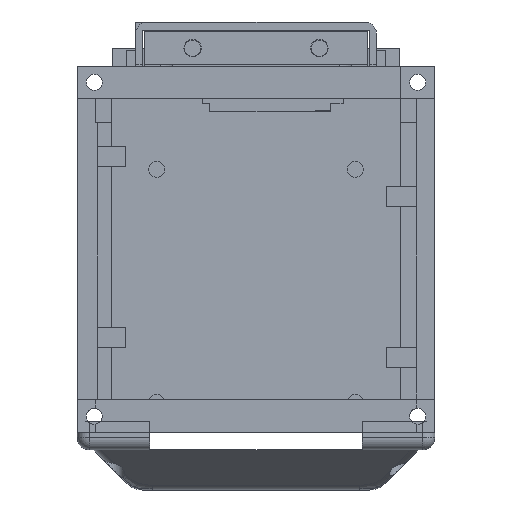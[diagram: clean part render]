
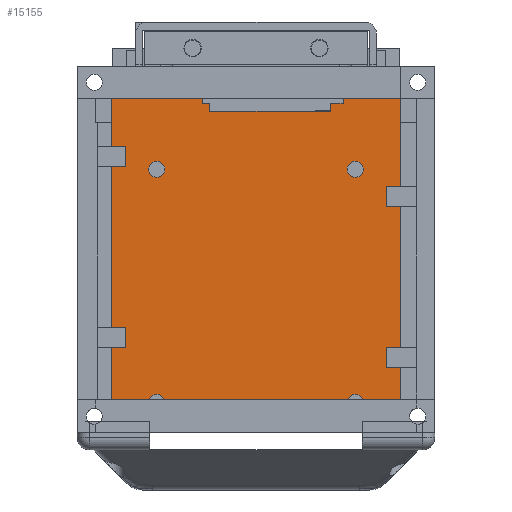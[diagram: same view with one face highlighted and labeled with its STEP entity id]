
A CAD part, front view. The second image highlights one B-rep face of the part: STEP entity #15155.
In plain terms, the highlighted planar face has unit normal (0, -1, 0).
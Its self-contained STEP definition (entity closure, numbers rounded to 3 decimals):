
#390=FACE_BOUND('',#2100,.T.);
#391=FACE_BOUND('',#2101,.T.);
#392=FACE_BOUND('',#2102,.T.);
#393=FACE_BOUND('',#2103,.T.);
#394=FACE_BOUND('',#2104,.T.);
#611=CIRCLE('',#16056,2.);
#612=CIRCLE('',#16057,2.);
#613=CIRCLE('',#16058,2.);
#614=CIRCLE('',#16059,2.);
#1263=FACE_OUTER_BOUND('',#2099,.T.);
#2099=EDGE_LOOP('',(#10581,#10582,#10583,#10584));
#2100=EDGE_LOOP('',(#10585,#10586,#10587,#10588,#10589,#10590,#10591,#10592));
#2101=EDGE_LOOP('',(#10593));
#2102=EDGE_LOOP('',(#10594));
#2103=EDGE_LOOP('',(#10595));
#2104=EDGE_LOOP('',(#10596));
#2977=LINE('',#21365,#4673);
#2980=LINE('',#21371,#4676);
#2984=LINE('',#21378,#4680);
#2992=LINE('',#21395,#4688);
#3009=LINE('',#21451,#4705);
#3038=LINE('',#21519,#4734);
#3044=LINE('',#21531,#4740);
#3210=LINE('',#21910,#4906);
#3241=LINE('',#22014,#4937);
#3242=LINE('',#22016,#4938);
#3243=LINE('',#22018,#4939);
#3244=LINE('',#22019,#4940);
#4673=VECTOR('',#17154,10.);
#4676=VECTOR('',#17159,10.);
#4680=VECTOR('',#17165,10.);
#4688=VECTOR('',#17177,10.);
#4705=VECTOR('',#17230,10.);
#4734=VECTOR('',#17285,10.);
#4740=VECTOR('',#17295,10.);
#4906=VECTOR('',#17623,10.);
#4937=VECTOR('',#17746,10.);
#4938=VECTOR('',#17747,10.);
#4939=VECTOR('',#17748,10.);
#4940=VECTOR('',#17749,10.);
#6369=VERTEX_POINT('',#21362);
#6370=VERTEX_POINT('',#21364);
#6372=VERTEX_POINT('',#21370);
#6374=VERTEX_POINT('',#21376);
#6381=VERTEX_POINT('',#21394);
#6401=VERTEX_POINT('',#21448);
#6402=VERTEX_POINT('',#21450);
#6428=VERTEX_POINT('',#21518);
#6590=VERTEX_POINT('',#22012);
#6591=VERTEX_POINT('',#22013);
#6592=VERTEX_POINT('',#22015);
#6593=VERTEX_POINT('',#22017);
#6594=VERTEX_POINT('',#22020);
#6595=VERTEX_POINT('',#22022);
#6596=VERTEX_POINT('',#22024);
#6597=VERTEX_POINT('',#22026);
#7811=EDGE_CURVE('',#6370,#6369,#2977,.T.);
#7814=EDGE_CURVE('',#6372,#6370,#2980,.T.);
#7818=EDGE_CURVE('',#6369,#6374,#2984,.T.);
#7826=EDGE_CURVE('',#6381,#6372,#2992,.T.);
#7852=EDGE_CURVE('',#6402,#6401,#3009,.T.);
#7888=EDGE_CURVE('',#6428,#6402,#3038,.T.);
#7894=EDGE_CURVE('',#6374,#6428,#3044,.T.);
#8086=EDGE_CURVE('',#6401,#6381,#3210,.T.);
#8134=EDGE_CURVE('',#6590,#6591,#3241,.T.);
#8135=EDGE_CURVE('',#6592,#6591,#3242,.T.);
#8136=EDGE_CURVE('',#6592,#6593,#3243,.T.);
#8137=EDGE_CURVE('',#6593,#6590,#3244,.T.);
#8138=EDGE_CURVE('',#6594,#6594,#611,.T.);
#8139=EDGE_CURVE('',#6595,#6595,#612,.T.);
#8140=EDGE_CURVE('',#6596,#6596,#613,.T.);
#8141=EDGE_CURVE('',#6597,#6597,#614,.T.);
#10581=ORIENTED_EDGE('',*,*,#8134,.T.);
#10582=ORIENTED_EDGE('',*,*,#8135,.F.);
#10583=ORIENTED_EDGE('',*,*,#8136,.T.);
#10584=ORIENTED_EDGE('',*,*,#8137,.T.);
#10585=ORIENTED_EDGE('',*,*,#7818,.T.);
#10586=ORIENTED_EDGE('',*,*,#7894,.T.);
#10587=ORIENTED_EDGE('',*,*,#7888,.T.);
#10588=ORIENTED_EDGE('',*,*,#7852,.T.);
#10589=ORIENTED_EDGE('',*,*,#8086,.T.);
#10590=ORIENTED_EDGE('',*,*,#7826,.T.);
#10591=ORIENTED_EDGE('',*,*,#7814,.T.);
#10592=ORIENTED_EDGE('',*,*,#7811,.T.);
#10593=ORIENTED_EDGE('',*,*,#8138,.F.);
#10594=ORIENTED_EDGE('',*,*,#8139,.F.);
#10595=ORIENTED_EDGE('',*,*,#8140,.F.);
#10596=ORIENTED_EDGE('',*,*,#8141,.F.);
#14528=PLANE('',#16055);
#15155=ADVANCED_FACE('',(#1263,#390,#391,#392,#393,#394),#14528,.F.);
#16055=AXIS2_PLACEMENT_3D('',#22011,#17744,#17745);
#16056=AXIS2_PLACEMENT_3D('',#22021,#17750,#17751);
#16057=AXIS2_PLACEMENT_3D('',#22023,#17752,#17753);
#16058=AXIS2_PLACEMENT_3D('',#22025,#17754,#17755);
#16059=AXIS2_PLACEMENT_3D('',#22027,#17756,#17757);
#17154=DIRECTION('',(-1.,0.,0.));
#17159=DIRECTION('',(0.,0.,-1.));
#17165=DIRECTION('',(0.,0.,1.));
#17177=DIRECTION('',(-1.,0.,0.));
#17230=DIRECTION('',(1.,0.,0.));
#17285=DIRECTION('',(0.,0.,1.));
#17295=DIRECTION('',(-1.,0.,0.));
#17623=DIRECTION('',(0.,0.,-1.));
#17744=DIRECTION('center_axis',(0.,1.,0.));
#17745=DIRECTION('ref_axis',(1.,0.,0.));
#17746=DIRECTION('',(-1.,0.,0.));
#17747=DIRECTION('',(0.,0.,1.));
#17748=DIRECTION('',(1.,0.,0.));
#17749=DIRECTION('',(0.,0.,1.));
#17750=DIRECTION('center_axis',(0.,-1.,0.));
#17751=DIRECTION('ref_axis',(1.,0.,0.));
#17752=DIRECTION('center_axis',(0.,-1.,0.));
#17753=DIRECTION('ref_axis',(1.,0.,0.));
#17754=DIRECTION('center_axis',(0.,-1.,0.));
#17755=DIRECTION('ref_axis',(1.,0.,0.));
#17756=DIRECTION('center_axis',(0.,-1.,0.));
#17757=DIRECTION('ref_axis',(1.,0.,0.));
#21362=CARTESIAN_POINT('',(-11.5,0.,32.3));
#21364=CARTESIAN_POINT('',(18.5,0.,32.3));
#21365=CARTESIAN_POINT('',(9.25,0.,32.3));
#21370=CARTESIAN_POINT('',(18.5,0.,34.3));
#21371=CARTESIAN_POINT('',(18.5,0.,17.15));
#21376=CARTESIAN_POINT('',(-11.5,0.,34.3));
#21378=CARTESIAN_POINT('',(-11.5,0.,16.15));
#21394=CARTESIAN_POINT('',(21.7,0.,34.3));
#21395=CARTESIAN_POINT('',(10.85,0.,34.3));
#21448=CARTESIAN_POINT('',(21.7,0.,36.3));
#21450=CARTESIAN_POINT('',(-13.3,0.,36.3));
#21451=CARTESIAN_POINT('',(-6.65,0.,36.3));
#21518=CARTESIAN_POINT('',(-13.3,0.,34.3));
#21519=CARTESIAN_POINT('',(-13.3,0.,17.15));
#21531=CARTESIAN_POINT('',(10.85,0.,34.3));
#21910=CARTESIAN_POINT('',(21.7,0.,18.15));
#22011=CARTESIAN_POINT('Origin',(0.,0.,0.));
#22012=CARTESIAN_POINT('',(36.,0.,43.5));
#22013=CARTESIAN_POINT('',(-36.,0.,43.5));
#22014=CARTESIAN_POINT('',(28.,0.,43.5));
#22015=CARTESIAN_POINT('',(-36.,0.,-43.5));
#22016=CARTESIAN_POINT('',(-36.,0.,-43.5));
#22017=CARTESIAN_POINT('',(36.,0.,-43.5));
#22018=CARTESIAN_POINT('',(28.,0.,-43.5));
#22019=CARTESIAN_POINT('',(36.,0.,-43.5));
#22020=CARTESIAN_POINT('',(-26.7,0.,17.8));
#22021=CARTESIAN_POINT('Origin',(-24.7,0.,17.8));
#22022=CARTESIAN_POINT('',(-26.7,0.,-40.2));
#22023=CARTESIAN_POINT('Origin',(-24.7,0.,-40.2));
#22024=CARTESIAN_POINT('',(22.7,0.,-40.2));
#22025=CARTESIAN_POINT('Origin',(24.7,0.,-40.2));
#22026=CARTESIAN_POINT('',(22.7,0.,17.8));
#22027=CARTESIAN_POINT('Origin',(24.7,0.,17.8));
